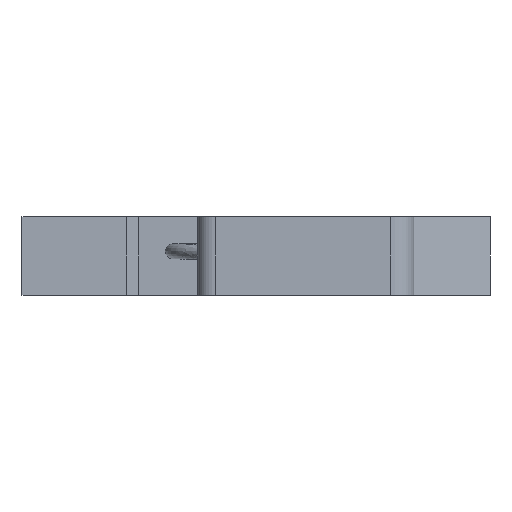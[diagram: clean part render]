
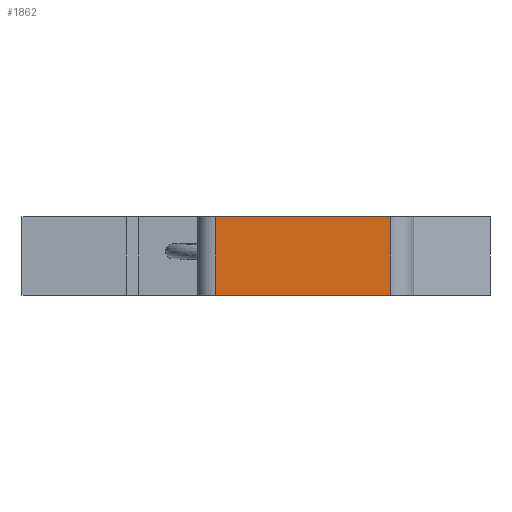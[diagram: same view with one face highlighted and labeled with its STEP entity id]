
A CAD part, front view. The second image highlights one B-rep face of the part: STEP entity #1862.
In plain terms, the highlighted planar face has unit normal (0, -1, 0).
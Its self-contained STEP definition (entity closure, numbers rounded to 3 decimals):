
#45=LINE('',#2427,#216);
#70=LINE('',#2759,#241);
#101=LINE('',#2822,#272);
#132=LINE('',#2890,#303);
#216=VECTOR('',#2063,1000.);
#241=VECTOR('',#2106,1000.);
#272=VECTOR('',#2151,1000.);
#303=VECTOR('',#2202,1000.);
#551=ORIENTED_EDGE('',*,*,#791,.T.);
#552=ORIENTED_EDGE('',*,*,#888,.F.);
#553=ORIENTED_EDGE('',*,*,#853,.F.);
#554=ORIENTED_EDGE('',*,*,#820,.T.);
#791=EDGE_CURVE('',#983,#982,#45,.T.);
#820=EDGE_CURVE('',#1005,#983,#70,.T.);
#853=EDGE_CURVE('',#1005,#1031,#101,.T.);
#888=EDGE_CURVE('',#1031,#982,#132,.T.);
#982=VERTEX_POINT('',#2426);
#983=VERTEX_POINT('',#2428);
#1005=VERTEX_POINT('',#2758);
#1031=VERTEX_POINT('',#2823);
#1140=EDGE_LOOP('',(#551,#552,#553,#554));
#1221=FACE_BOUND('',#1140,.T.);
#1290=PLANE('',#1954);
#1862=ADVANCED_FACE('',(#1221),#1290,.F.);
#1954=AXIS2_PLACEMENT_3D('',#2889,#2200,#2201);
#2063=DIRECTION('',(1.,0.,0.));
#2106=DIRECTION('',(0.,0.,-1.));
#2151=DIRECTION('',(1.,0.,0.));
#2200=DIRECTION('',(0.,1.,0.));
#2201=DIRECTION('',(0.,0.,1.));
#2202=DIRECTION('',(0.,0.,-1.));
#2426=CARTESIAN_POINT('',(11.5,-25.298,0.));
#2427=CARTESIAN_POINT('',(-3.5,-25.298,0.));
#2428=CARTESIAN_POINT('',(-3.5,-25.298,0.));
#2758=CARTESIAN_POINT('',(-3.5,-25.298,6.7));
#2759=CARTESIAN_POINT('',(-3.5,-25.298,6.7));
#2822=CARTESIAN_POINT('',(-3.5,-25.298,6.7));
#2823=CARTESIAN_POINT('',(11.5,-25.298,6.7));
#2889=CARTESIAN_POINT('',(-3.5,-25.298,6.7));
#2890=CARTESIAN_POINT('',(11.5,-25.298,6.7));
